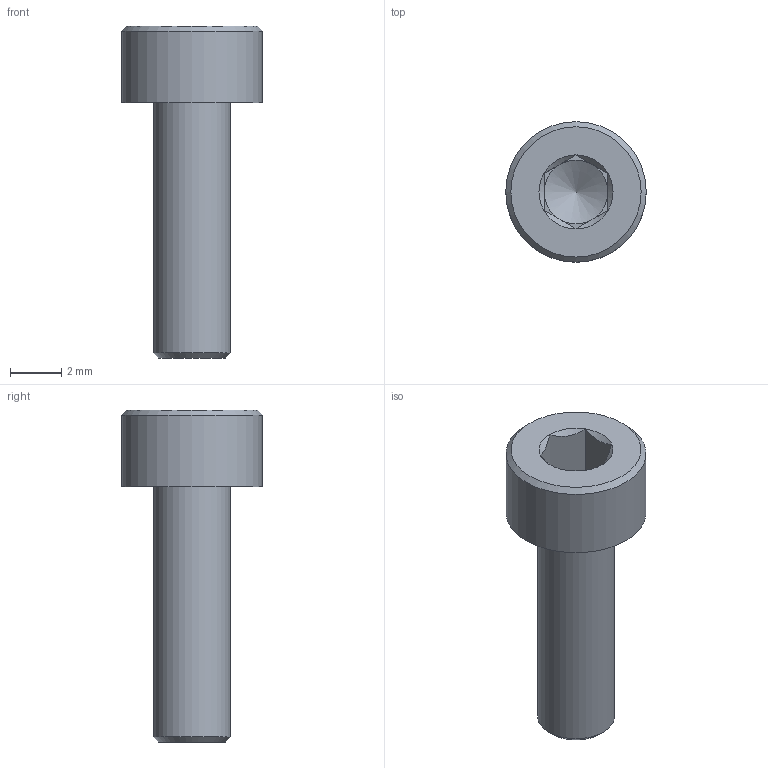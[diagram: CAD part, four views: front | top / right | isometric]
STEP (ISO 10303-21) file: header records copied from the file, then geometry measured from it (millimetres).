
FILE_DESCRIPTION(('FreeCAD Model'),'2;1');
FILE_NAME('Vis-M3x10.step','2015-08-22T10:37:27',('Author'),(''), 'Open CASCADE STEP processor 6.8','FreeCAD','Unknown');
FILE_SCHEMA(('AUTOMOTIVE_DESIGN_CC2 { 1 2 10303 214 -1 1 5 4 }'));
Length unit declared in the file: millimetre
Products named in the file (1): Pocket001
Bounding box: 5.5 x 5.5 x 13 mm (x, y, z)
Volume: 129.3 mm3; surface area: 207.8 mm2
Topology: 1 solids, 1 shells, 21 faces, 50 edges, 32 vertices
Faces by surface type: plane 15, cone 4, cylinder 2
Full cylindrical faces by diameter (mm): 3 x1, 5.5 x1
Entity records: 1330 total; most frequent: CARTESIAN_POINT 321, DIRECTION 192, ORIENTED_EDGE 98, PCURVE 98, DEFINITIONAL_REPRESENTATION 98, LINE 87, VECTOR 87, EDGE_CURVE 49
